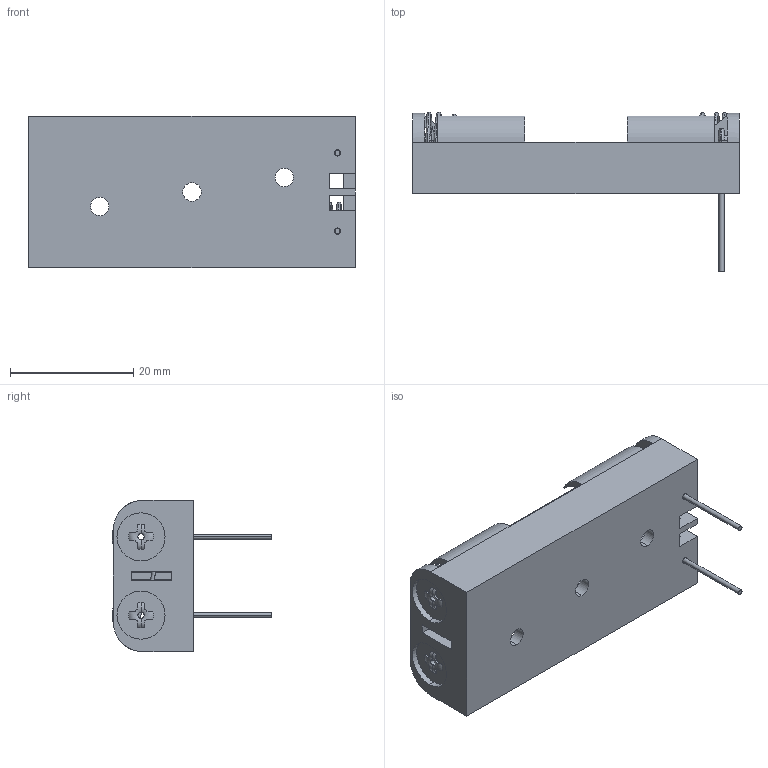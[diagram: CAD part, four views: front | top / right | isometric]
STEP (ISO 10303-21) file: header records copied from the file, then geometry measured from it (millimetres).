
FILE_DESCRIPTION (( 'STEP AP214' ), '1' );
FILE_NAME ('2468.STEP', '2013-08-01T12:45:55', ( '' ), ( '' ), 'SwSTEP 2.0', 'SolidWorks 2013', '' );
FILE_SCHEMA (( 'AUTOMOTIVE_DESIGN' ));
Length unit declared in the file: inch
Products named in the file (1): 2468
Bounding box: 52.98 x 25.92 x 24.59 mm (x, y, z)
Volume: 4530.2 mm3; surface area: 7167.2 mm2
Topology: 9 solids, 9 shells, 368 faces, 949 edges, 616 vertices
Faces by surface type: plane 242, cylinder 72, torus 36, bspline 18
Entity records: 20555 total; most frequent: CARTESIAN_POINT 6586, ORIENTED_EDGE 1898, DIRECTION 1831, EDGE_CURVE 949, LINE 629, VECTOR 629, VERTEX_POINT 616, AXIS2_PLACEMENT_3D 601
